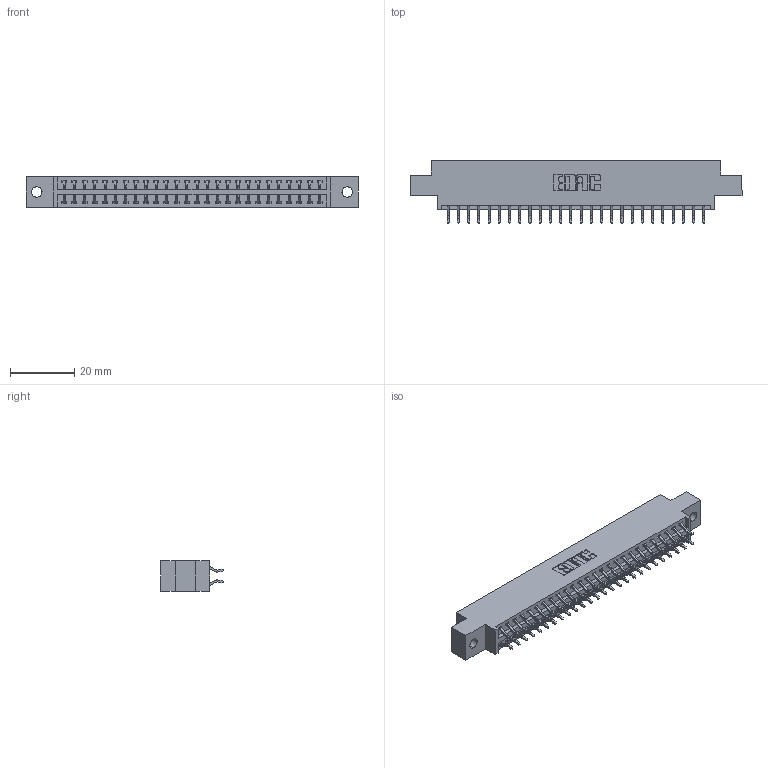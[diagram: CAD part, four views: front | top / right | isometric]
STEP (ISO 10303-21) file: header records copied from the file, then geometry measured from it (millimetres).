
FILE_DESCRIPTION (( 'STEP AP203' ), '1' );
FILE_NAME ('396-052-556-802.STEP', '2018-09-08T06:48:17', ( '' ), ( '' ), 'SwSTEP 2.0', 'SolidWorks 2016', '' );
FILE_SCHEMA (( 'CONFIG_CONTROL_DESIGN' ));
Length unit declared in the file: inch
Products named in the file (3): 346 Part_0.170 Offset - 0.128 Dia; 345-292-001_556 Tail; 396-052-556-802
Assembly tree (53 placements, depth 2):
  396-052-556-802
    346 Part_0.170 Offset - 0.128 Dia
    345-292-001_556 Tail  x52
Bounding box: 103.12 x 19.57 x 9.4 mm (x, y, z)
Volume: 9738.2 mm3; surface area: 12996.5 mm2
Topology: 53 solids, 53 shells, 3142 faces, 9337 edges, 6154 vertices
Faces by surface type: plane 2108, cylinder 1034
Entity records: 19477 total; most frequent: CARTESIAN_POINT 3248, ORIENTED_EDGE 3170, DIRECTION 2901, EDGE_CURVE 1585, LINE 1341, VECTOR 1341, VERTEX_POINT 1054, AXIS2_PLACEMENT_3D 780
